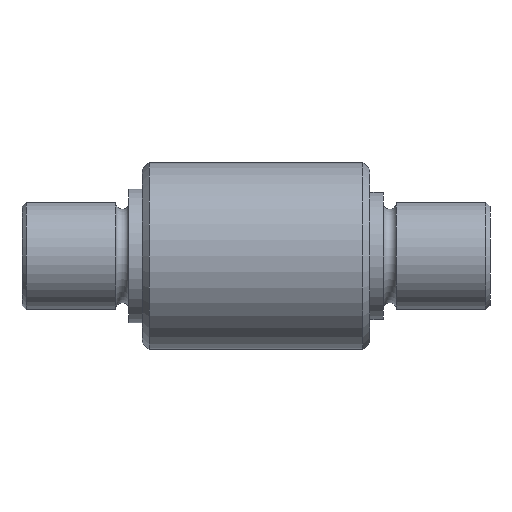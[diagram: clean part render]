
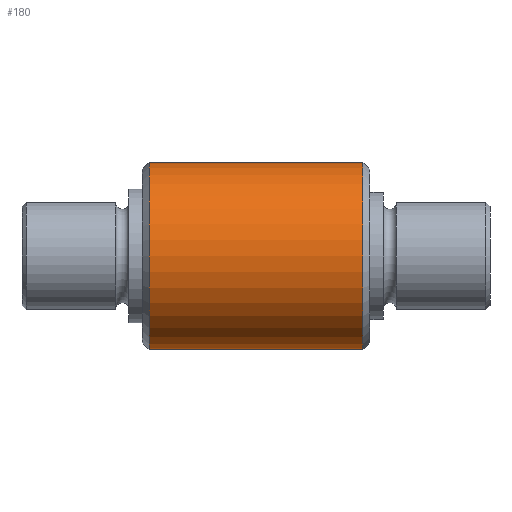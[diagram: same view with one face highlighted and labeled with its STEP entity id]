
A CAD part, left-side view. The second image highlights one B-rep face of the part: STEP entity #180.
In plain terms, the highlighted cylindrical face has radius 7 mm (diameter 14 mm), a full revolution.
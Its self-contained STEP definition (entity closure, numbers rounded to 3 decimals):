
#180 = ADVANCED_FACE( '', ( #338, #339, #340 ), #341, .T. );
#338 = FACE_OUTER_BOUND( '', #537, .T. );
#339 = FACE_OUTER_BOUND( '', #538, .T. );
#340 = FACE_BOUND( '', #539, .T. );
#341 = CYLINDRICAL_SURFACE( '', #540, 7. );
#537 = EDGE_LOOP( '', ( #733 ) );
#538 = EDGE_LOOP( '', ( #734 ) );
#539 = EDGE_LOOP( '', ( #735 ) );
#540 = AXIS2_PLACEMENT_3D( '', #736, #737, #738 );
#733 = ORIENTED_EDGE( '', *, *, #1068, .T. );
#734 = ORIENTED_EDGE( '', *, *, #1069, .T. );
#735 = ORIENTED_EDGE( '', *, *, #1070, .F. );
#736 = CARTESIAN_POINT( '', ( -60., 0., 0. ) );
#737 = DIRECTION( '', ( 1., 0., 0. ) );
#738 = DIRECTION( '', ( 0., 0., 1. ) );
#1068 = EDGE_CURVE( '', #1197, #1197, #1198, .T. );
#1069 = EDGE_CURVE( '', #1199, #1199, #1200, .T. );
#1070 = EDGE_CURVE( '', #1201, #1201, #1202, .T. );
#1197 = VERTEX_POINT( '', #1378 );
#1198 = CIRCLE( '', #1379, 7. );
#1199 = VERTEX_POINT( '', #1380 );
#1200 = CIRCLE( '', #1381, 7. );
#1201 = VERTEX_POINT( '', #1382 );
#1202 = B_SPLINE_CURVE_WITH_KNOTS( '', 3, ( #1383, #1384, #1385, #1386, #1387, #1388, #1389, #1390, #1391, #1392, #1393, #1394, #1395, #1396, #1397, #1398, #1399, #1400, #1401, #1402, #1403, #1404, #1405, #1406, #1407, #1408, #1409, #1410, #1411, #1412, #1413, #1414, #1415, #1416, #1417, #1418, #1419, #1420, #1421, #1422, #1423, #1424, #1425, #1426, #1427, #1428, #1429, #1430, #1431, #1432, #1433, #1434, #1435, #1436, #1437, #1438, #1439, #1440, #1441, #1442, #1443, #1444 ), .UNSPECIFIED., .T., .F., ( 2, 2, 2, 2, 2, 2, 2, 2, 2, 2, 2, 2, 2, 2, 2, 2, 2, 2, 2, 2, 2, 2, 2, 2, 2, 2, 2, 2, 2, 2, 2, 2, 2 ), ( 0., 0., 0., 0.001, 0.001, 0.002, 0.003, 0.003, 0.004, 0.004, 0.005, 0.005, 0.006, 0.006, 0.007, 0.007, 0.008, 0.008, 0.009, 0.009, 0.01, 0.011, 0.011, 0.012, 0.012, 0.013, 0.013, 0.014, 0.014, 0.015, 0.015, 0.015, 0.016 ), .UNSPECIFIED. );
#1378 = CARTESIAN_POINT( '', ( 0.5, 0., -7. ) );
#1379 = AXIS2_PLACEMENT_3D( '', #1703, #1704, #1705 );
#1380 = CARTESIAN_POINT( '', ( 16.5, 0., 7. ) );
#1381 = AXIS2_PLACEMENT_3D( '', #1706, #1707, #1708 );
#1382 = CARTESIAN_POINT( '', ( 8.5, 6.554, 2.459 ) );
#1383 = CARTESIAN_POINT( '', ( 8.336, 6.554, 2.459 ) );
#1384 = CARTESIAN_POINT( '', ( 8.664, 6.554, 2.459 ) );
#1385 = CARTESIAN_POINT( '', ( 8.825, 6.56, 2.442 ) );
#1386 = CARTESIAN_POINT( '', ( 9.141, 6.583, 2.379 ) );
#1387 = CARTESIAN_POINT( '', ( 9.297, 6.601, 2.331 ) );
#1388 = CARTESIAN_POINT( '', ( 9.594, 6.643, 2.207 ) );
#1389 = CARTESIAN_POINT( '', ( 9.735, 6.668, 2.132 ) );
#1390 = CARTESIAN_POINT( '', ( 10.001, 6.723, 1.954 ) );
#1391 = CARTESIAN_POINT( '', ( 10.126, 6.752, 1.851 ) );
#1392 = CARTESIAN_POINT( '', ( 10.463, 6.838, 1.513 ) );
#1393 = CARTESIAN_POINT( '', ( 10.646, 6.895, 1.241 ) );
#1394 = CARTESIAN_POINT( '', ( 10.831, 6.956, 0.798 ) );
#1395 = CARTESIAN_POINT( '', ( 10.879, 6.972, 0.642 ) );
#1396 = CARTESIAN_POINT( '', ( 10.942, 6.994, 0.324 ) );
#1397 = CARTESIAN_POINT( '', ( 10.958, 7., 0.163 ) );
#1398 = CARTESIAN_POINT( '', ( 10.959, 7., -0.16 ) );
#1399 = CARTESIAN_POINT( '', ( 10.942, 6.994, -0.325 ) );
#1400 = CARTESIAN_POINT( '', ( 10.879, 6.972, -0.641 ) );
#1401 = CARTESIAN_POINT( '', ( 10.832, 6.956, -0.795 ) );
#1402 = CARTESIAN_POINT( '', ( 10.707, 6.916, -1.095 ) );
#1403 = CARTESIAN_POINT( '', ( 10.631, 6.891, -1.236 ) );
#1404 = CARTESIAN_POINT( '', ( 10.454, 6.838, -1.501 ) );
#1405 = CARTESIAN_POINT( '', ( 10.351, 6.809, -1.626 ) );
#1406 = CARTESIAN_POINT( '', ( 10.125, 6.752, -1.852 ) );
#1407 = CARTESIAN_POINT( '', ( 10.002, 6.723, -1.953 ) );
#1408 = CARTESIAN_POINT( '', ( 9.736, 6.668, -2.131 ) );
#1409 = CARTESIAN_POINT( '', ( 9.593, 6.643, -2.208 ) );
#1410 = CARTESIAN_POINT( '', ( 9.297, 6.601, -2.331 ) );
#1411 = CARTESIAN_POINT( '', ( 9.144, 6.584, -2.378 ) );
#1412 = CARTESIAN_POINT( '', ( 8.825, 6.56, -2.442 ) );
#1413 = CARTESIAN_POINT( '', ( 8.662, 6.554, -2.458 ) );
#1414 = CARTESIAN_POINT( '', ( 8.34, 6.554, -2.459 ) );
#1415 = CARTESIAN_POINT( '', ( 8.177, 6.56, -2.443 ) );
#1416 = CARTESIAN_POINT( '', ( 7.858, 6.584, -2.379 ) );
#1417 = CARTESIAN_POINT( '', ( 7.704, 6.601, -2.332 ) );
#1418 = CARTESIAN_POINT( '', ( 7.407, 6.643, -2.208 ) );
#1419 = CARTESIAN_POINT( '', ( 7.264, 6.668, -2.131 ) );
#1420 = CARTESIAN_POINT( '', ( 6.999, 6.723, -1.953 ) );
#1421 = CARTESIAN_POINT( '', ( 6.876, 6.751, -1.852 ) );
#1422 = CARTESIAN_POINT( '', ( 6.535, 6.839, -1.512 ) );
#1423 = CARTESIAN_POINT( '', ( 6.355, 6.895, -1.244 ) );
#1424 = CARTESIAN_POINT( '', ( 6.168, 6.956, -0.796 ) );
#1425 = CARTESIAN_POINT( '', ( 6.121, 6.972, -0.642 ) );
#1426 = CARTESIAN_POINT( '', ( 6.058, 6.994, -0.326 ) );
#1427 = CARTESIAN_POINT( '', ( 6.041, 7., -0.162 ) );
#1428 = CARTESIAN_POINT( '', ( 6.042, 7., 0.162 ) );
#1429 = CARTESIAN_POINT( '', ( 6.057, 6.994, 0.323 ) );
#1430 = CARTESIAN_POINT( '', ( 6.121, 6.972, 0.641 ) );
#1431 = CARTESIAN_POINT( '', ( 6.169, 6.956, 0.798 ) );
#1432 = CARTESIAN_POINT( '', ( 6.292, 6.916, 1.094 ) );
#1433 = CARTESIAN_POINT( '', ( 6.369, 6.891, 1.236 ) );
#1434 = CARTESIAN_POINT( '', ( 6.548, 6.838, 1.503 ) );
#1435 = CARTESIAN_POINT( '', ( 6.649, 6.809, 1.626 ) );
#1436 = CARTESIAN_POINT( '', ( 6.875, 6.752, 1.852 ) );
#1437 = CARTESIAN_POINT( '', ( 7., 6.722, 1.955 ) );
#1438 = CARTESIAN_POINT( '', ( 7.265, 6.668, 2.132 ) );
#1439 = CARTESIAN_POINT( '', ( 7.406, 6.643, 2.208 ) );
#1440 = CARTESIAN_POINT( '', ( 7.703, 6.601, 2.331 ) );
#1441 = CARTESIAN_POINT( '', ( 7.86, 6.583, 2.379 ) );
#1442 = CARTESIAN_POINT( '', ( 8.175, 6.56, 2.442 ) );
#1443 = CARTESIAN_POINT( '', ( 8.336, 6.554, 2.459 ) );
#1444 = CARTESIAN_POINT( '', ( 8.664, 6.554, 2.459 ) );
#1703 = CARTESIAN_POINT( '', ( 0.5, 0., 0. ) );
#1704 = DIRECTION( '', ( 1., 0., 0. ) );
#1705 = DIRECTION( '', ( 0., 0., -1. ) );
#1706 = CARTESIAN_POINT( '', ( 16.5, 0., 0. ) );
#1707 = DIRECTION( '', ( -1., 0., 0. ) );
#1708 = DIRECTION( '', ( 0., 0., 1. ) );
